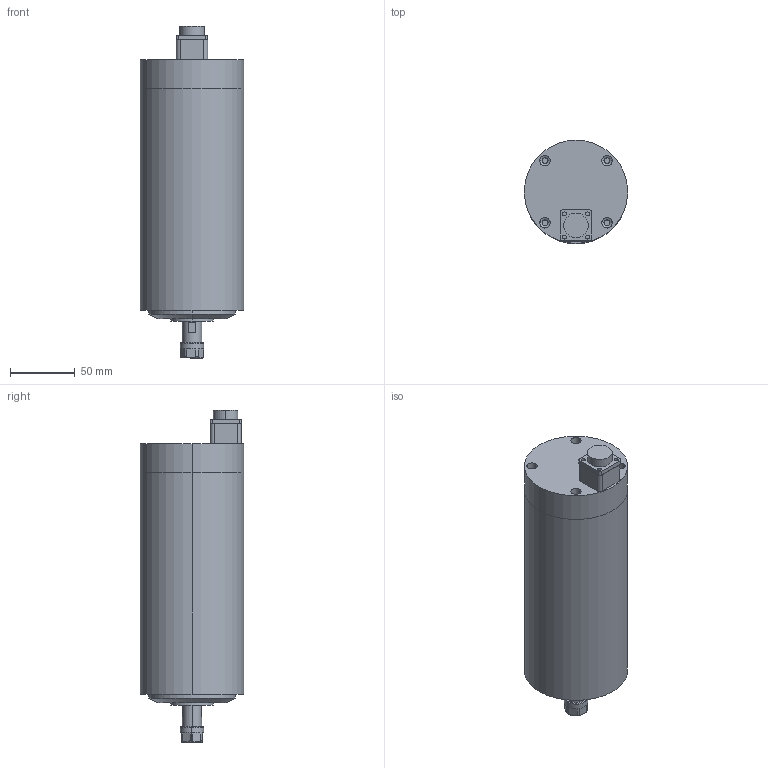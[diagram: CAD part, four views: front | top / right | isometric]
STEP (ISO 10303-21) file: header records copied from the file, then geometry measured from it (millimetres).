
FILE_DESCRIPTION (( 'STEP AP214' ), '1' );
FILE_NAME ('GDF80-24Z-1.5.STEP', '2024-07-17T10:13:06', ( '00' ), ( '' ), 'SwSTEP 2.0', 'SolidWorks 2018', '' );
FILE_SCHEMA (( 'AUTOMOTIVE_DESIGN' ));
Length unit declared in the file: millimetre
Products named in the file (8): GDF80-24Z-1.5; 堤盄釱脣芛18x18M201﹞; ER11粟俶芠標; ER11蹟簽; GDF80-24Z-1.5粣芛; GDF80-24Z-1.5前螺母; GDF80-24Z-1.5儂褲; GDF80-24Z-1.5堤盄釱
Assembly tree (7 placements, depth 2):
  GDF80-24Z-1.5
    GDF80-24Z-1.5儂褲
    GDF80-24Z-1.5堤盄釱
    GDF80-24Z-1.5前螺母
    GDF80-24Z-1.5粣芛
    ER11粟俶芠標
    ER11蹟簽
    堤盄釱脣芛18x18M201﹞
Bounding box: 80 x 80 x 257 mm (x, y, z)
Volume: 1005339.5 mm3; surface area: 87448.1 mm2
Topology: 7 solids, 7 shells, 142 faces, 318 edges, 204 vertices
Faces by surface type: cylinder 70, plane 52, cone 16, bspline 4
Entity records: 6322 total; most frequent: CARTESIAN_POINT 1092, DIRECTION 776, ORIENTED_EDGE 636, AXIS2_PLACEMENT_3D 320, EDGE_CURVE 318, VERTEX_POINT 204, EDGE_LOOP 180, CIRCLE 172
